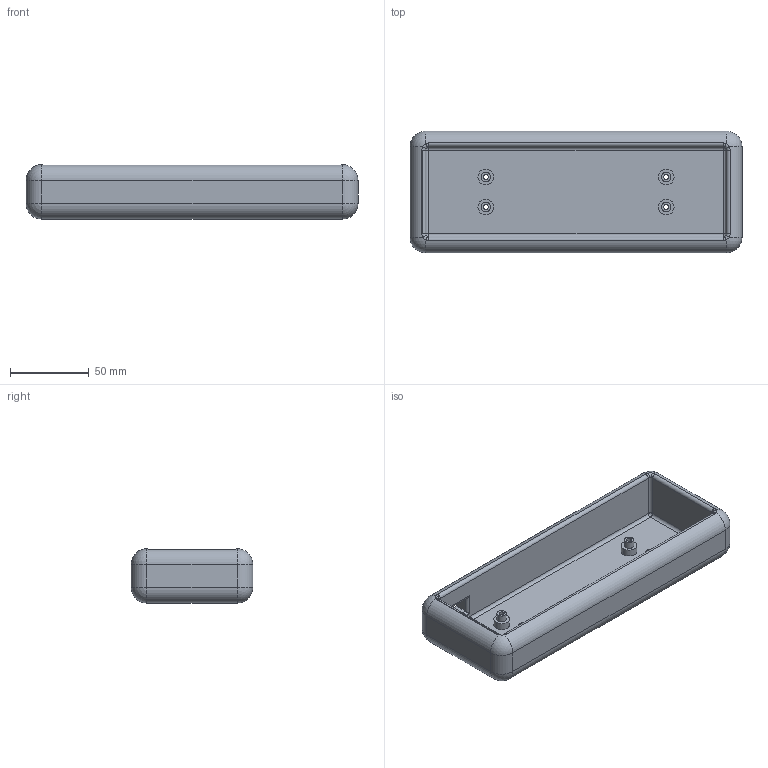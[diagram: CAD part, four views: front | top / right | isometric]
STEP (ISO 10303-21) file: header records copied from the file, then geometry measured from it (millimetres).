
FILE_DESCRIPTION (( 'STEP AP203' ), '1' );
FILE_NAME ('shell_v6.STEP', '2021-09-30T13:01:42', ( '' ), ( '' ), 'SwSTEP 2.0', 'SolidWorks 2021', '' );
FILE_SCHEMA (( 'CONFIG_CONTROL_DESIGN' ));
Length unit declared in the file: millimetre
Products named in the file (1): shell_v6
Bounding box: 210.5 x 77.15 x 34.39 mm (x, y, z)
Volume: 188763.1 mm3; surface area: 63274.5 mm2
Topology: 1 solids, 1 shells, 117 faces, 267 edges, 152 vertices
Faces by surface type: cylinder 61, plane 32, sphere 12, bspline 12
Entity records: 3563 total; most frequent: CARTESIAN_POINT 918, DIRECTION 560, ORIENTED_EDGE 512, EDGE_CURVE 256, AXIS2_PLACEMENT_3D 226, VERTEX_POINT 152, EDGE_LOOP 138, CIRCLE 120
